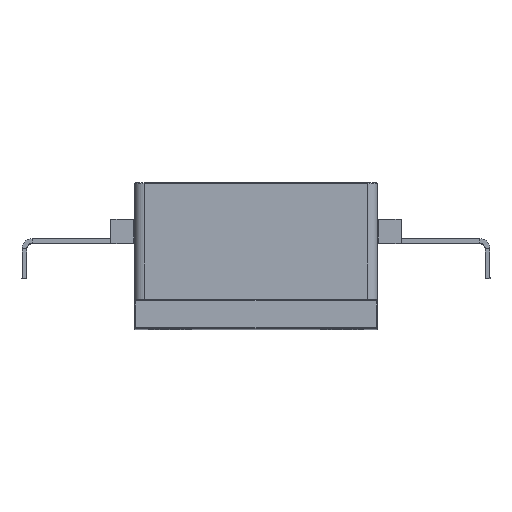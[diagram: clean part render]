
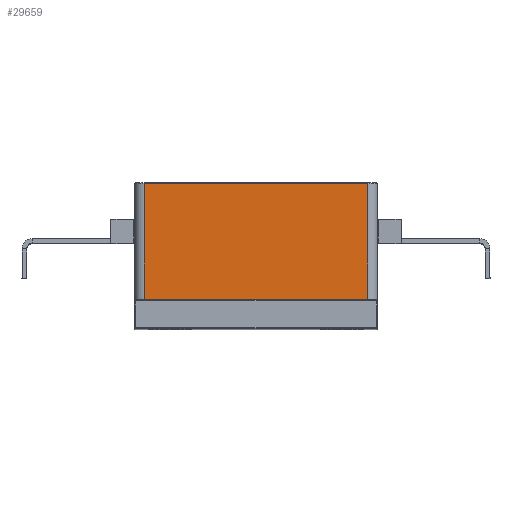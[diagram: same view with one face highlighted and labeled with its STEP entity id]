
A CAD part, top view. The second image highlights one B-rep face of the part: STEP entity #29659.
In plain terms, the highlighted planar face has unit normal (0, 0, 1).
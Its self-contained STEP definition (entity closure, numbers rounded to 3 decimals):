
#2605 = EDGE_CURVE ( 'NONE', #33227, #5266, #11940, .T. ) ;
#2874 = DIRECTION ( 'NONE',  ( 0., 0., -1. ) ) ;
#3801 = CARTESIAN_POINT ( 'NONE',  ( -5.85, 3.11, 10.5 ) ) ;
#5122 = DIRECTION ( 'NONE',  ( 0., -1., 0. ) ) ;
#5266 = VERTEX_POINT ( 'NONE', #5916 ) ;
#5822 = EDGE_LOOP ( 'NONE', ( #20259, #6917, #23329, #26430 ) ) ;
#5916 = CARTESIAN_POINT ( 'NONE',  ( -5.85, -2.93, 10.5 ) ) ;
#6619 = LINE ( 'NONE', #19513, #14276 ) ;
#6917 = ORIENTED_EDGE ( 'NONE', *, *, #18939, .T. ) ;
#8580 = EDGE_CURVE ( 'NONE', #11406, #15099, #6619, .T. ) ;
#8641 = PLANE ( 'NONE',  #10239 ) ;
#8723 = EDGE_CURVE ( 'NONE', #5266, #11406, #13381, .T. ) ;
#8785 = FACE_OUTER_BOUND ( 'NONE', #5822, .T. ) ;
#10239 = AXIS2_PLACEMENT_3D ( 'NONE', #20059, #2874, #14189 ) ;
#11377 = DIRECTION ( 'NONE',  ( 0., 1., 0. ) ) ;
#11406 = VERTEX_POINT ( 'NONE', #32564 ) ;
#11940 = LINE ( 'NONE', #24925, #23594 ) ;
#12594 = DIRECTION ( 'NONE',  ( -1., 0., 0. ) ) ;
#12918 = VECTOR ( 'NONE', #17521, 1000. ) ;
#13371 = VECTOR ( 'NONE', #12594, 1000. ) ;
#13381 = LINE ( 'NONE', #34423, #12918 ) ;
#14189 = DIRECTION ( 'NONE',  ( -1., 0., 0. ) ) ;
#14276 = VECTOR ( 'NONE', #11377, 1000. ) ;
#14638 = CARTESIAN_POINT ( 'NONE',  ( -5.85, 3.11, 10.5 ) ) ;
#15099 = VERTEX_POINT ( 'NONE', #24902 ) ;
#17521 = DIRECTION ( 'NONE',  ( 1., 0., 0. ) ) ;
#18939 = EDGE_CURVE ( 'NONE', #15099, #33227, #20072, .T. ) ;
#19513 = CARTESIAN_POINT ( 'NONE',  ( 5.85, 3.16, 10.5 ) ) ;
#20059 = CARTESIAN_POINT ( 'NONE',  ( 6.35, 0., 10.5 ) ) ;
#20072 = LINE ( 'NONE', #3801, #13371 ) ;
#20259 = ORIENTED_EDGE ( 'NONE', *, *, #8580, .T. ) ;
#23329 = ORIENTED_EDGE ( 'NONE', *, *, #2605, .T. ) ;
#23594 = VECTOR ( 'NONE', #5122, 1000. ) ;
#24902 = CARTESIAN_POINT ( 'NONE',  ( 5.85, 3.11, 10.5 ) ) ;
#24925 = CARTESIAN_POINT ( 'NONE',  ( -5.85, -2.98, 10.5 ) ) ;
#26430 = ORIENTED_EDGE ( 'NONE', *, *, #8723, .T. ) ;
#29659 = ADVANCED_FACE ( 'NONE', ( #8785 ), #8641, .F. ) ;
#32564 = CARTESIAN_POINT ( 'NONE',  ( 5.85, -2.93, 10.5 ) ) ;
#33227 = VERTEX_POINT ( 'NONE', #14638 ) ;
#34423 = CARTESIAN_POINT ( 'NONE',  ( 6.35, -2.93, 10.5 ) ) ;
